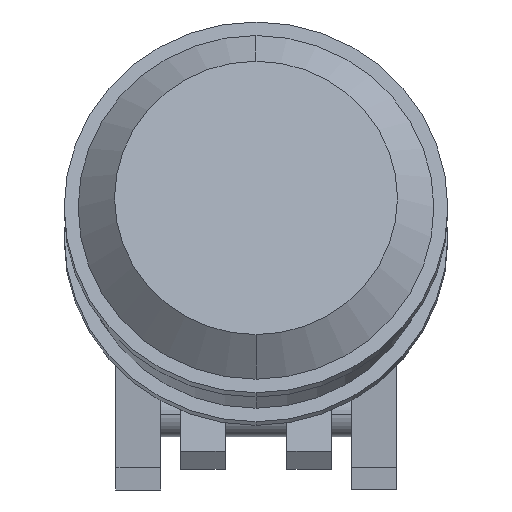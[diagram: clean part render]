
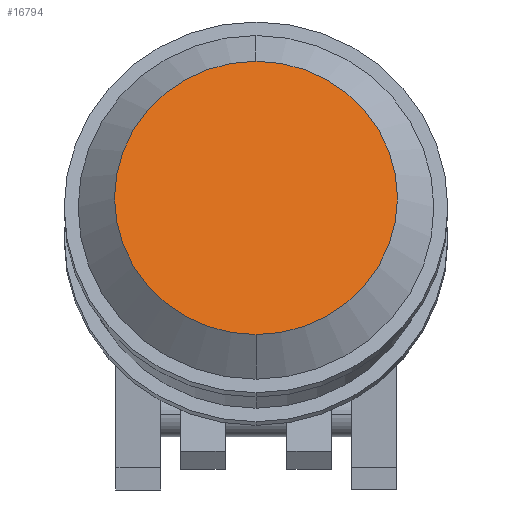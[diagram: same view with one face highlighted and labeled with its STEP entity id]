
A CAD part, front view. The second image highlights one B-rep face of the part: STEP entity #16794.
In plain terms, the highlighted face is planar.
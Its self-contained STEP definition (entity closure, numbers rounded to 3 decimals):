
#114 = AXIS2_PLACEMENT_3D ( 'NONE', #6352, #22819, #15188 ) ;
#1432 = EDGE_CURVE ( 'NONE', #21870, #21295, #20660, .T. ) ;
#2488 = ORIENTED_EDGE ( 'NONE', *, *, #26219, .F. ) ;
#3221 = AXIS2_PLACEMENT_3D ( 'NONE', #6291, #12696, #20889 ) ;
#4300 = EDGE_LOOP ( 'NONE', ( #2488, #4820 ) ) ;
#4569 = DIRECTION ( 'NONE',  ( 0., -1., 0. ) ) ;
#4820 = ORIENTED_EDGE ( 'NONE', *, *, #1432, .F. ) ;
#6291 = CARTESIAN_POINT ( 'NONE',  ( 0., 0., 116. ) ) ;
#6352 = CARTESIAN_POINT ( 'NONE',  ( 0., 0., 116. ) ) ;
#7216 = AXIS2_PLACEMENT_3D ( 'NONE', #10545, #18660, #4569 ) ;
#10452 = PLANE ( 'NONE',  #7216 ) ;
#10545 = CARTESIAN_POINT ( 'NONE',  ( 0., 50.5, 116. ) ) ;
#12696 = DIRECTION ( 'NONE',  ( 0., 0., -1. ) ) ;
#15188 = DIRECTION ( 'NONE',  ( 0., 1., 0. ) ) ;
#15694 = FACE_OUTER_BOUND ( 'NONE', #4300, .T. ) ;
#16478 = CARTESIAN_POINT ( 'NONE',  ( 0., 50.5, 116. ) ) ;
#16715 = CIRCLE ( 'NONE', #3221, 50.5 ) ;
#16794 = ADVANCED_FACE ( 'NONE', ( #15694 ), #10452, .T. ) ;
#16926 = CARTESIAN_POINT ( 'NONE',  ( 0., -50.5, 116. ) ) ;
#18660 = DIRECTION ( 'NONE',  ( 0., 0., 1. ) ) ;
#20660 = CIRCLE ( 'NONE', #114, 50.5 ) ;
#20889 = DIRECTION ( 'NONE',  ( 0., 1., 0. ) ) ;
#21295 = VERTEX_POINT ( 'NONE', #16478 ) ;
#21870 = VERTEX_POINT ( 'NONE', #16926 ) ;
#22819 = DIRECTION ( 'NONE',  ( 0., 0., -1. ) ) ;
#26219 = EDGE_CURVE ( 'NONE', #21295, #21870, #16715, .T. ) ;
